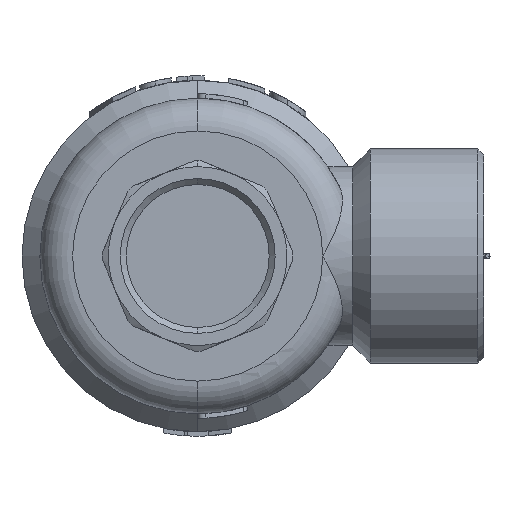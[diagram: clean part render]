
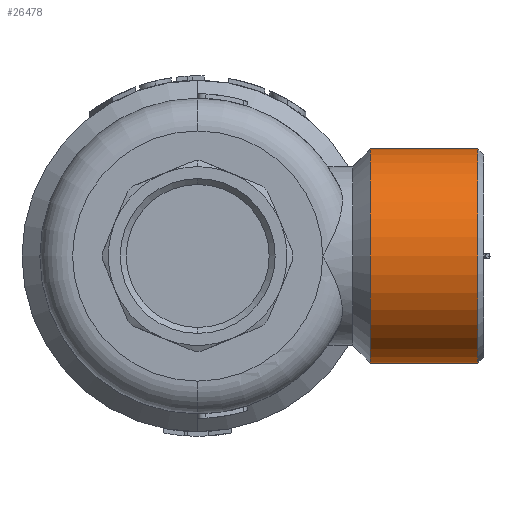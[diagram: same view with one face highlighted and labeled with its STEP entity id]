
A CAD part, front view. The second image highlights one B-rep face of the part: STEP entity #26478.
In plain terms, the highlighted cylindrical face has radius 18 mm (diameter 36 mm), a partial arc.
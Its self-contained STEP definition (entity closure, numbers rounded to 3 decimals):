
#54 = DIRECTION ( 'NONE',  ( 0., 0., 1. ) ) ;
#1354 = DIRECTION ( 'NONE',  ( 0., 0., 1. ) ) ;
#1981 = CIRCLE ( 'NONE', #12794, 18. ) ;
#2386 = CIRCLE ( 'NONE', #12714, 18. ) ;
#2473 = VERTEX_POINT ( 'NONE', #20510 ) ;
#6717 = ORIENTED_EDGE ( 'NONE', *, *, #28476, .T. ) ;
#7000 = DIRECTION ( 'NONE',  ( -1., 0., 0. ) ) ;
#9139 = CARTESIAN_POINT ( 'NONE',  ( 47., 29., 18. ) ) ;
#9662 = EDGE_CURVE ( 'NONE', #26137, #23006, #10900, .T. ) ;
#10900 = LINE ( 'NONE', #15015, #23357 ) ;
#11019 = DIRECTION ( 'NONE',  ( -1., 0., 0. ) ) ;
#11990 = ORIENTED_EDGE ( 'NONE', *, *, #28241, .F. ) ;
#12714 = AXIS2_PLACEMENT_3D ( 'NONE', #25886, #11019, #28363 ) ;
#12794 = AXIS2_PLACEMENT_3D ( 'NONE', #30127, #15329, #54 ) ;
#14244 = EDGE_CURVE ( 'NONE', #2473, #17615, #28598, .T. ) ;
#15015 = CARTESIAN_POINT ( 'NONE',  ( 0., 29., 18. ) ) ;
#15329 = DIRECTION ( 'NONE',  ( -1., 0., 0. ) ) ;
#17615 = VERTEX_POINT ( 'NONE', #30503 ) ;
#18665 = FACE_OUTER_BOUND ( 'NONE', #28462, .T. ) ;
#19244 = CARTESIAN_POINT ( 'NONE',  ( 29., 29., 18. ) ) ;
#20510 = CARTESIAN_POINT ( 'NONE',  ( 47., 29., -18. ) ) ;
#22070 = VECTOR ( 'NONE', #7000, 1000. ) ;
#23006 = VERTEX_POINT ( 'NONE', #19244 ) ;
#23357 = VECTOR ( 'NONE', #27839, 1000. ) ;
#24034 = CARTESIAN_POINT ( 'NONE',  ( 0., 29., 0. ) ) ;
#25886 = CARTESIAN_POINT ( 'NONE',  ( 47., 29., 0. ) ) ;
#26137 = VERTEX_POINT ( 'NONE', #9139 ) ;
#26478 = ADVANCED_FACE ( 'NONE', ( #18665 ), #31044, .T. ) ;
#26498 = DIRECTION ( 'NONE',  ( -1., 0., 0. ) ) ;
#27477 = AXIS2_PLACEMENT_3D ( 'NONE', #24034, #26498, #1354 ) ;
#27839 = DIRECTION ( 'NONE',  ( -1., 0., 0. ) ) ;
#28241 = EDGE_CURVE ( 'NONE', #17615, #23006, #1981, .T. ) ;
#28363 = DIRECTION ( 'NONE',  ( 0., 0., 1. ) ) ;
#28462 = EDGE_LOOP ( 'NONE', ( #31951, #6717, #30240, #11990 ) ) ;
#28476 = EDGE_CURVE ( 'NONE', #2473, #26137, #2386, .T. ) ;
#28598 = LINE ( 'NONE', #31844, #22070 ) ;
#30127 = CARTESIAN_POINT ( 'NONE',  ( 29., 29., 0. ) ) ;
#30240 = ORIENTED_EDGE ( 'NONE', *, *, #9662, .T. ) ;
#30503 = CARTESIAN_POINT ( 'NONE',  ( 29., 29., -18. ) ) ;
#31044 = CYLINDRICAL_SURFACE ( 'NONE', #27477, 18. ) ;
#31844 = CARTESIAN_POINT ( 'NONE',  ( 0., 29., -18. ) ) ;
#31951 = ORIENTED_EDGE ( 'NONE', *, *, #14244, .F. ) ;
